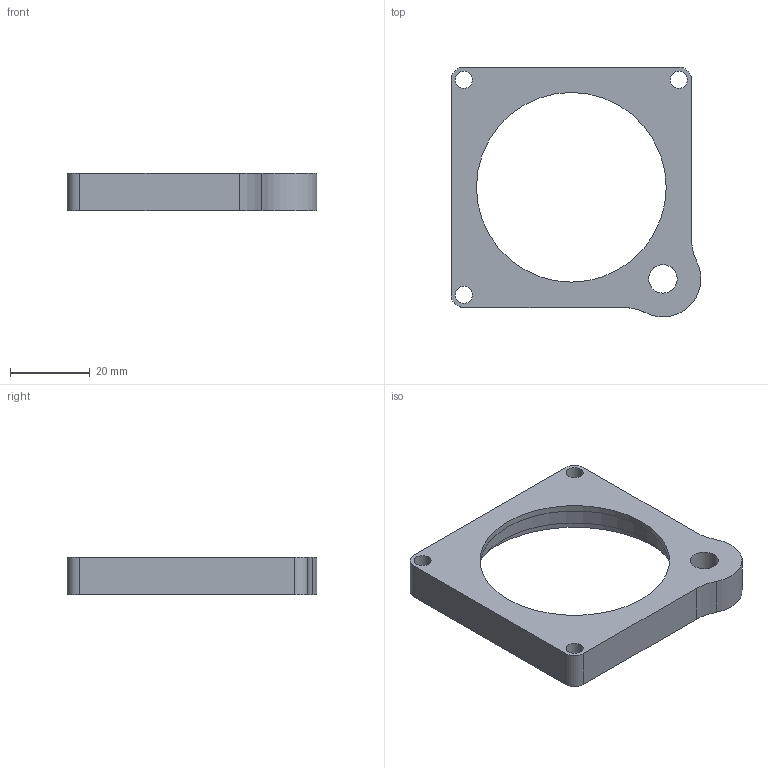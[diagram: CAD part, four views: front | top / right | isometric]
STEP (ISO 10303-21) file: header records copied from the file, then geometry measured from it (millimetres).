
FILE_DESCRIPTION (( 'STEP AP214' ), '1' );
FILE_NAME ('Radar Altimeter Bezel.STEP', '2021-03-29T05:50:26', ( '' ), ( '' ), 'SwSTEP 2.0', 'SolidWorks 2019', '' );
FILE_SCHEMA (( 'AUTOMOTIVE_DESIGN' ));
Length unit declared in the file: inch
Products named in the file (1): Radar Altimeter Bezel
Bounding box: 62.67 x 62.67 x 9.53 mm (x, y, z)
Volume: 13413.1 mm3; surface area: 8158.9 mm2
Topology: 1 solids, 1 shells, 46 faces, 114 edges, 76 vertices
Faces by surface type: cylinder 30, plane 12, cone 4
Entity records: 1466 total; most frequent: DIRECTION 276, CARTESIAN_POINT 237, ORIENTED_EDGE 228, AXIS2_PLACEMENT_3D 115, EDGE_CURVE 114, VERTEX_POINT 76, CIRCLE 68, EDGE_LOOP 62
